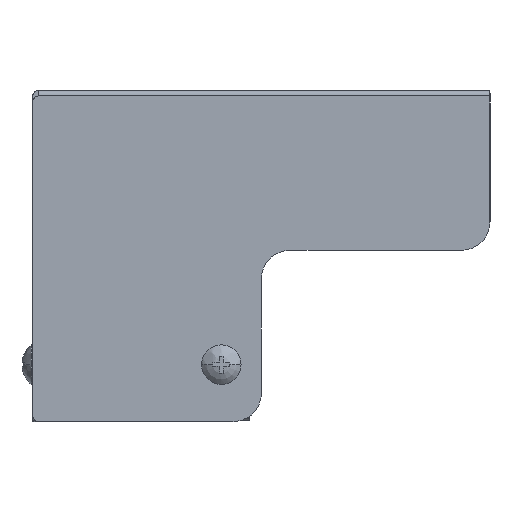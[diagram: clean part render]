
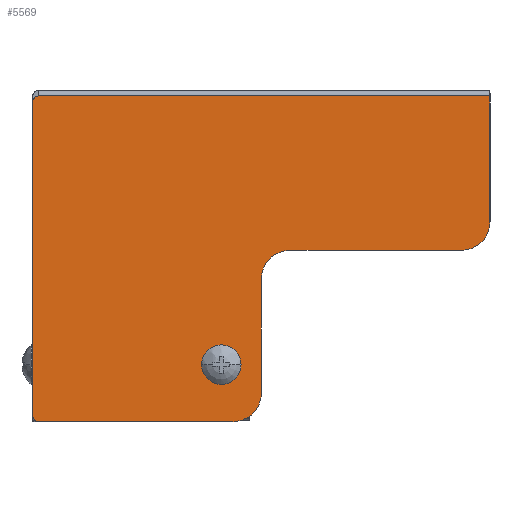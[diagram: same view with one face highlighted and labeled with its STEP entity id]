
A CAD part, left-side view. The second image highlights one B-rep face of the part: STEP entity #5569.
In plain terms, the highlighted planar face has unit normal (-1, 0, 0).
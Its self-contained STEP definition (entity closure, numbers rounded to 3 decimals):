
#2695 = VECTOR ( 'NONE', #3596, 1000. ) ;
#2699 = VECTOR ( 'NONE', #3623, 1000. ) ;
#2861 = CIRCLE ( 'NONE', #2910, 1.7 ) ;
#2869 = AXIS2_PLACEMENT_3D ( 'NONE', #3201, #3225, #3231 ) ;
#2872 = CIRCLE ( 'NONE', #2902, 5. ) ;
#2875 = CIRCLE ( 'NONE', #2900, 1.7 ) ;
#2891 = CIRCLE ( 'NONE', #2904, 5. ) ;
#2892 = AXIS2_PLACEMENT_3D ( 'NONE', #3367, #3376, #3378 ) ;
#2900 = AXIS2_PLACEMENT_3D ( 'NONE', #3337, #3335, #3336 ) ;
#2902 = AXIS2_PLACEMENT_3D ( 'NONE', #3347, #3368, #3380 ) ;
#2904 = AXIS2_PLACEMENT_3D ( 'NONE', #3319, #3312, #3305 ) ;
#2909 = CIRCLE ( 'NONE', #2961, 5. ) ;
#2910 = AXIS2_PLACEMENT_3D ( 'NONE', #3294, #3258, #3284 ) ;
#2921 = VECTOR ( 'NONE', #3370, 1000. ) ;
#2931 = VECTOR ( 'NONE', #3385, 1000. ) ;
#2934 = CIRCLE ( 'NONE', #2892, 1. ) ;
#2938 = VECTOR ( 'NONE', #3431, 1000. ) ;
#2939 = CIRCLE ( 'NONE', #2950, 1. ) ;
#2949 = VECTOR ( 'NONE', #3440, 1000. ) ;
#2950 = AXIS2_PLACEMENT_3D ( 'NONE', #3400, #3401, #3421 ) ;
#2961 = AXIS2_PLACEMENT_3D ( 'NONE', #3386, #3404, #3424 ) ;
#3027 = CARTESIAN_POINT ( 'NONE',  ( -43.75, -8.1, 20. ) ) ;
#3043 = CARTESIAN_POINT ( 'NONE',  ( -43.75, 3.9, 1.7 ) ) ;
#3046 = CARTESIAN_POINT ( 'NONE',  ( -43.75, -38.1, 20. ) ) ;
#3075 = CARTESIAN_POINT ( 'NONE',  ( -43.75, 3.9, -1.7 ) ) ;
#3077 = CARTESIAN_POINT ( 'NONE',  ( -43.75, -3.1, -5. ) ) ;
#3084 = CARTESIAN_POINT ( 'NONE',  ( -43.75, -3.1, 15. ) ) ;
#3089 = CARTESIAN_POINT ( 'NONE',  ( -43.75, 36.9, 46. ) ) ;
#3093 = CARTESIAN_POINT ( 'NONE',  ( -43.75, 35.9, -10. ) ) ;
#3125 = CARTESIAN_POINT ( 'NONE',  ( -43.75, 36.9, -9. ) ) ;
#3128 = CARTESIAN_POINT ( 'NONE',  ( -43.75, -43.1, 47. ) ) ;
#3134 = CARTESIAN_POINT ( 'NONE',  ( -43.75, 1.9, -10. ) ) ;
#3142 = CARTESIAN_POINT ( 'NONE',  ( -43.75, -43.1, 25. ) ) ;
#3145 = CARTESIAN_POINT ( 'NONE',  ( -43.75, 35.9, 47. ) ) ;
#3201 = CARTESIAN_POINT ( 'NONE',  ( -43.75, -43.1, -10. ) ) ;
#3212 = FACE_OUTER_BOUND ( 'NONE', #5333, .T. ) ;
#3225 = DIRECTION ( 'NONE',  ( -1., 0., 0. ) ) ;
#3231 = DIRECTION ( 'NONE',  ( 0., 0., 1. ) ) ;
#3238 = FACE_BOUND ( 'NONE', #5372, .T. ) ;
#3248 = PLANE ( 'NONE',  #2869 ) ;
#3258 = DIRECTION ( 'NONE',  ( -1., 0., 0. ) ) ;
#3284 = DIRECTION ( 'NONE',  ( 0., 0., 1. ) ) ;
#3294 = CARTESIAN_POINT ( 'NONE',  ( -43.75, 3.9, 0. ) ) ;
#3305 = DIRECTION ( 'NONE',  ( 0., 0., 1. ) ) ;
#3312 = DIRECTION ( 'NONE',  ( 1., 0., 0. ) ) ;
#3319 = CARTESIAN_POINT ( 'NONE',  ( -43.75, -8.1, 15. ) ) ;
#3333 = LINE ( 'NONE', #3354, #2921 ) ;
#3335 = DIRECTION ( 'NONE',  ( -1., 0., 0. ) ) ;
#3336 = DIRECTION ( 'NONE',  ( 0., 0., 1. ) ) ;
#3337 = CARTESIAN_POINT ( 'NONE',  ( -43.75, 3.9, 0. ) ) ;
#3347 = CARTESIAN_POINT ( 'NONE',  ( -43.75, 1.9, -5. ) ) ;
#3354 = CARTESIAN_POINT ( 'NONE',  ( -43.75, -43.1, 18.5 ) ) ;
#3367 = CARTESIAN_POINT ( 'NONE',  ( -43.75, 35.9, -9. ) ) ;
#3368 = DIRECTION ( 'NONE',  ( -1., 0., 0. ) ) ;
#3370 = DIRECTION ( 'NONE',  ( 0., 0., 1. ) ) ;
#3376 = DIRECTION ( 'NONE',  ( -1., 0., 0. ) ) ;
#3378 = DIRECTION ( 'NONE',  ( 0., 1., 0. ) ) ;
#3380 = DIRECTION ( 'NONE',  ( 0., 0., 1. ) ) ;
#3385 = DIRECTION ( 'NONE',  ( 0., -1., 0. ) ) ;
#3386 = CARTESIAN_POINT ( 'NONE',  ( -43.75, -38.1, 25. ) ) ;
#3400 = CARTESIAN_POINT ( 'NONE',  ( -43.75, 35.9, 46. ) ) ;
#3401 = DIRECTION ( 'NONE',  ( -1., 0., 0. ) ) ;
#3404 = DIRECTION ( 'NONE',  ( -1., 0., 0. ) ) ;
#3415 = CARTESIAN_POINT ( 'NONE',  ( -43.75, -3.1, 20. ) ) ;
#3418 = LINE ( 'NONE', #3415, #2931 ) ;
#3421 = DIRECTION ( 'NONE',  ( 0., 0., 1. ) ) ;
#3424 = DIRECTION ( 'NONE',  ( 0., 0., 1. ) ) ;
#3431 = DIRECTION ( 'NONE',  ( 0., 0., 1. ) ) ;
#3432 = CARTESIAN_POINT ( 'NONE',  ( -43.75, -3.1, -10. ) ) ;
#3440 = DIRECTION ( 'NONE',  ( 0., -1., 0. ) ) ;
#3453 = LINE ( 'NONE', #3459, #2938 ) ;
#3459 = CARTESIAN_POINT ( 'NONE',  ( -43.75, -3.1, 18.5 ) ) ;
#3468 = LINE ( 'NONE', #3432, #2949 ) ;
#3533 = LINE ( 'NONE', #3595, #2695 ) ;
#3595 = CARTESIAN_POINT ( 'NONE',  ( -43.75, 36.9, 18.5 ) ) ;
#3596 = DIRECTION ( 'NONE',  ( 0., 0., -1. ) ) ;
#3623 = DIRECTION ( 'NONE',  ( 0., 1., 0. ) ) ;
#3638 = LINE ( 'NONE', #3640, #2699 ) ;
#3640 = CARTESIAN_POINT ( 'NONE',  ( -43.75, -3.1, 47. ) ) ;
#5126 = VERTEX_POINT ( 'NONE', #3077 ) ;
#5131 = ORIENTED_EDGE ( 'NONE', *, *, #5692, .T. ) ;
#5132 = ORIENTED_EDGE ( 'NONE', *, *, #5595, .T. ) ;
#5134 = ORIENTED_EDGE ( 'NONE', *, *, #5641, .T. ) ;
#5137 = VERTEX_POINT ( 'NONE', #3075 ) ;
#5140 = ORIENTED_EDGE ( 'NONE', *, *, #5596, .F. ) ;
#5145 = VERTEX_POINT ( 'NONE', #3043 ) ;
#5153 = VERTEX_POINT ( 'NONE', #3084 ) ;
#5155 = ORIENTED_EDGE ( 'NONE', *, *, #5583, .F. ) ;
#5162 = VERTEX_POINT ( 'NONE', #3046 ) ;
#5169 = VERTEX_POINT ( 'NONE', #3027 ) ;
#5184 = ORIENTED_EDGE ( 'NONE', *, *, #5608, .T. ) ;
#5187 = ORIENTED_EDGE ( 'NONE', *, *, #5625, .T. ) ;
#5197 = ORIENTED_EDGE ( 'NONE', *, *, #5603, .T. ) ;
#5206 = ORIENTED_EDGE ( 'NONE', *, *, #5675, .T. ) ;
#5214 = ORIENTED_EDGE ( 'NONE', *, *, #5627, .T. ) ;
#5223 = ORIENTED_EDGE ( 'NONE', *, *, #5644, .T. ) ;
#5238 = ORIENTED_EDGE ( 'NONE', *, *, #5618, .T. ) ;
#5240 = ORIENTED_EDGE ( 'NONE', *, *, #5605, .T. ) ;
#5251 = VERTEX_POINT ( 'NONE', #3128 ) ;
#5271 = VERTEX_POINT ( 'NONE', #3145 ) ;
#5288 = VERTEX_POINT ( 'NONE', #3134 ) ;
#5333 = EDGE_LOOP ( 'NONE', ( #5134, #5132, #5238, #5187, #5197, #5131, #5214, #5206, #5240, #5223, #5184 ) ) ;
#5372 = EDGE_LOOP ( 'NONE', ( #5155, #5140 ) ) ;
#5446 = VERTEX_POINT ( 'NONE', #3125 ) ;
#5448 = VERTEX_POINT ( 'NONE', #3093 ) ;
#5458 = VERTEX_POINT ( 'NONE', #3089 ) ;
#5486 = VERTEX_POINT ( 'NONE', #3142 ) ;
#5569 = ADVANCED_FACE ( 'NONE', ( #3238, #3212 ), #3248, .T. ) ;
#5583 = EDGE_CURVE ( 'NONE', #5145, #5137, #2861, .T. ) ;
#5595 = EDGE_CURVE ( 'NONE', #5153, #5169, #2891, .T. ) ;
#5596 = EDGE_CURVE ( 'NONE', #5137, #5145, #2875, .T. ) ;
#5603 = EDGE_CURVE ( 'NONE', #5486, #5251, #3333, .T. ) ;
#5605 = EDGE_CURVE ( 'NONE', #5446, #5448, #2934, .T. ) ;
#5608 = EDGE_CURVE ( 'NONE', #5288, #5126, #2872, .T. ) ;
#5618 = EDGE_CURVE ( 'NONE', #5169, #5162, #3418, .T. ) ;
#5625 = EDGE_CURVE ( 'NONE', #5162, #5486, #2909, .T. ) ;
#5627 = EDGE_CURVE ( 'NONE', #5271, #5458, #2939, .T. ) ;
#5641 = EDGE_CURVE ( 'NONE', #5126, #5153, #3453, .T. ) ;
#5644 = EDGE_CURVE ( 'NONE', #5448, #5288, #3468, .T. ) ;
#5675 = EDGE_CURVE ( 'NONE', #5458, #5446, #3533, .T. ) ;
#5692 = EDGE_CURVE ( 'NONE', #5251, #5271, #3638, .T. ) ;
